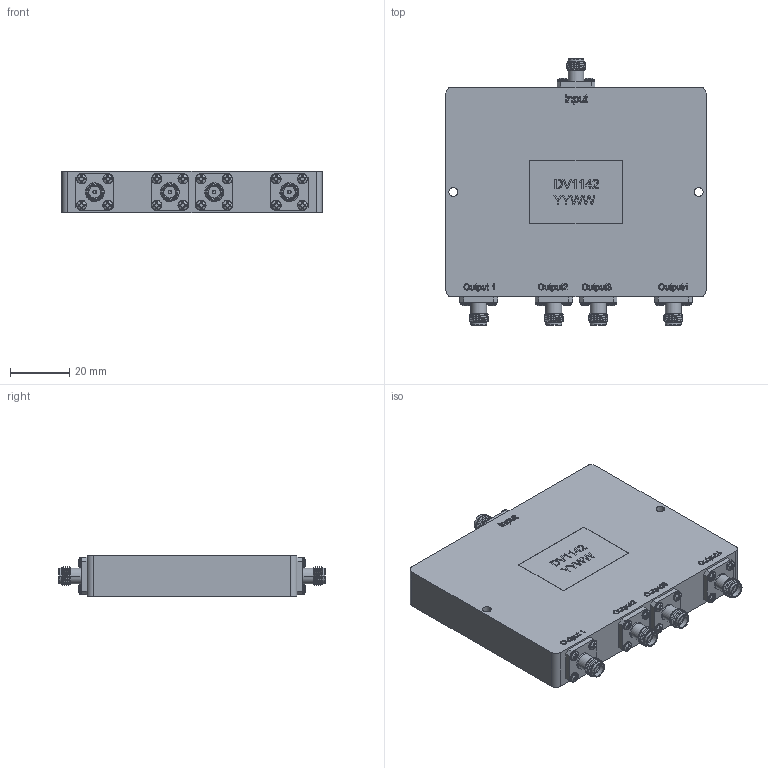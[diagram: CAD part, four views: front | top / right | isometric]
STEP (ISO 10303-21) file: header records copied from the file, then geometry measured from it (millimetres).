
FILE_DESCRIPTION (( 'STEP AP214' ), '1' );
FILE_NAME ('FMDV1142_3D.step', '2023-03-08T23:08:34', ( '' ), ( '' ), 'SwSTEP 2.0', 'SolidWorks 2022', '' );
FILE_SCHEMA (( 'AUTOMOTIVE_DESIGN' ));
Products named in the file (1): FMDV1142_3D
Bounding box: 88 x 90.15 x 14.08 mm (x, y, z)
Volume: 89449.9 mm3; surface area: 19756.8 mm2
Topology: 1 solids, 29 shells, 2264 faces, 6097 edges, 4033 vertices
Faces by surface type: plane 896, cylinder 782, bspline 286, cone 190, torus 90, sphere 20
Entity records: 113460 total; most frequent: CARTESIAN_POINT 60998, ORIENTED_EDGE 12154, DIRECTION 9482, EDGE_CURVE 6077, VERTEX_POINT 4033, AXIS2_PLACEMENT_3D 3363, VECTOR 2756, LINE 2756
